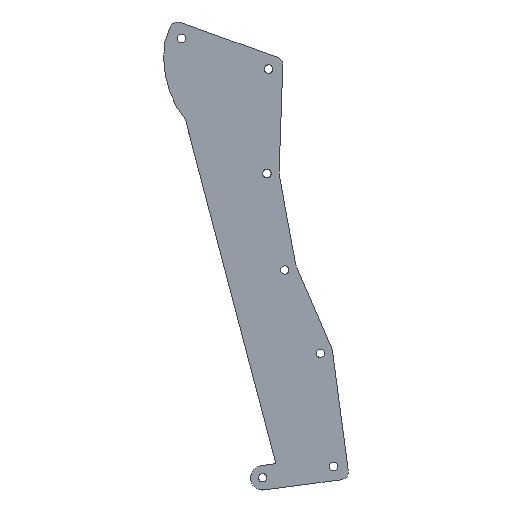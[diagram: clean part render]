
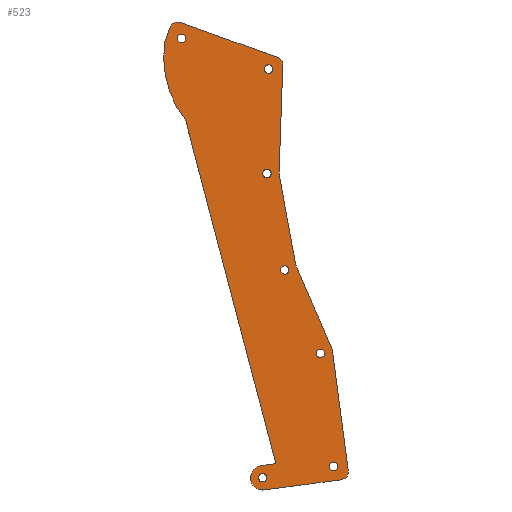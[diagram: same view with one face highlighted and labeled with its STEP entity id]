
A CAD part, top view. The second image highlights one B-rep face of the part: STEP entity #523.
In plain terms, the highlighted planar face has unit normal (0, 0, 1).
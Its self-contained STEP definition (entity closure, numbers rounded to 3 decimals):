
#15=FACE_BOUND('',#91,.T.);
#16=FACE_BOUND('',#92,.T.);
#17=FACE_BOUND('',#93,.T.);
#18=FACE_BOUND('',#94,.T.);
#19=FACE_BOUND('',#95,.T.);
#20=FACE_BOUND('',#96,.T.);
#21=FACE_BOUND('',#97,.T.);
#38=PLANE('',#599);
#64=FACE_OUTER_BOUND('',#90,.T.);
#90=EDGE_LOOP('',(#436,#437,#438,#439,#440,#441,#442,#443,#444,#445,#446,
#447,#448,#449,#450,#451,#452));
#91=EDGE_LOOP('',(#453));
#92=EDGE_LOOP('',(#454));
#93=EDGE_LOOP('',(#455));
#94=EDGE_LOOP('',(#456));
#95=EDGE_LOOP('',(#457));
#96=EDGE_LOOP('',(#458));
#97=EDGE_LOOP('',(#459));
#115=LINE('',#807,#157);
#119=LINE('',#819,#161);
#123=LINE('',#831,#165);
#127=LINE('',#843,#169);
#131=LINE('',#855,#173);
#135=LINE('',#867,#177);
#139=LINE('',#879,#181);
#143=LINE('',#891,#185);
#147=LINE('',#901,#189);
#157=VECTOR('',#656,10.);
#161=VECTOR('',#668,10.);
#165=VECTOR('',#680,10.);
#169=VECTOR('',#692,10.);
#173=VECTOR('',#704,10.);
#177=VECTOR('',#716,10.);
#181=VECTOR('',#728,10.);
#185=VECTOR('',#740,10.);
#189=VECTOR('',#752,10.);
#190=CIRCLE('',#546,1.55);
#192=CIRCLE('',#549,1.55);
#194=CIRCLE('',#552,1.55);
#196=CIRCLE('',#555,1.55);
#198=CIRCLE('',#558,1.55);
#200=CIRCLE('',#561,1.55);
#202=CIRCLE('',#564,1.55);
#205=CIRCLE('',#569,36.97);
#207=CIRCLE('',#573,3.);
#209=CIRCLE('',#577,3.);
#211=CIRCLE('',#581,7.);
#213=CIRCLE('',#585,7.);
#215=CIRCLE('',#589,3.);
#217=CIRCLE('',#593,3.);
#219=CIRCLE('',#597,4.5);
#220=VERTEX_POINT('',#759);
#222=VERTEX_POINT('',#765);
#224=VERTEX_POINT('',#771);
#226=VERTEX_POINT('',#777);
#228=VERTEX_POINT('',#783);
#230=VERTEX_POINT('',#789);
#232=VERTEX_POINT('',#795);
#236=VERTEX_POINT('',#804);
#237=VERTEX_POINT('',#806);
#239=VERTEX_POINT('',#812);
#241=VERTEX_POINT('',#818);
#243=VERTEX_POINT('',#824);
#245=VERTEX_POINT('',#830);
#247=VERTEX_POINT('',#836);
#249=VERTEX_POINT('',#842);
#251=VERTEX_POINT('',#848);
#253=VERTEX_POINT('',#854);
#255=VERTEX_POINT('',#860);
#257=VERTEX_POINT('',#866);
#259=VERTEX_POINT('',#872);
#261=VERTEX_POINT('',#878);
#263=VERTEX_POINT('',#884);
#265=VERTEX_POINT('',#890);
#267=VERTEX_POINT('',#896);
#268=EDGE_CURVE('',#220,#220,#190,.T.);
#271=EDGE_CURVE('',#222,#222,#192,.T.);
#274=EDGE_CURVE('',#224,#224,#194,.T.);
#277=EDGE_CURVE('',#226,#226,#196,.T.);
#280=EDGE_CURVE('',#228,#228,#198,.T.);
#283=EDGE_CURVE('',#230,#230,#200,.T.);
#286=EDGE_CURVE('',#232,#232,#202,.T.);
#291=EDGE_CURVE('',#237,#236,#115,.T.);
#294=EDGE_CURVE('',#239,#237,#205,.T.);
#297=EDGE_CURVE('',#241,#239,#119,.T.);
#300=EDGE_CURVE('',#243,#241,#207,.T.);
#303=EDGE_CURVE('',#245,#243,#123,.T.);
#306=EDGE_CURVE('',#247,#245,#209,.T.);
#309=EDGE_CURVE('',#249,#247,#127,.T.);
#312=EDGE_CURVE('',#251,#249,#211,.T.);
#315=EDGE_CURVE('',#253,#251,#131,.T.);
#318=EDGE_CURVE('',#255,#253,#213,.T.);
#321=EDGE_CURVE('',#257,#255,#135,.T.);
#324=EDGE_CURVE('',#259,#257,#215,.T.);
#327=EDGE_CURVE('',#261,#259,#139,.T.);
#330=EDGE_CURVE('',#263,#261,#217,.T.);
#333=EDGE_CURVE('',#265,#263,#143,.T.);
#336=EDGE_CURVE('',#267,#265,#219,.T.);
#339=EDGE_CURVE('',#236,#267,#147,.T.);
#436=ORIENTED_EDGE('',*,*,#339,.T.);
#437=ORIENTED_EDGE('',*,*,#336,.T.);
#438=ORIENTED_EDGE('',*,*,#333,.T.);
#439=ORIENTED_EDGE('',*,*,#330,.T.);
#440=ORIENTED_EDGE('',*,*,#327,.T.);
#441=ORIENTED_EDGE('',*,*,#324,.T.);
#442=ORIENTED_EDGE('',*,*,#321,.T.);
#443=ORIENTED_EDGE('',*,*,#318,.T.);
#444=ORIENTED_EDGE('',*,*,#315,.T.);
#445=ORIENTED_EDGE('',*,*,#312,.T.);
#446=ORIENTED_EDGE('',*,*,#309,.T.);
#447=ORIENTED_EDGE('',*,*,#306,.T.);
#448=ORIENTED_EDGE('',*,*,#303,.T.);
#449=ORIENTED_EDGE('',*,*,#300,.T.);
#450=ORIENTED_EDGE('',*,*,#297,.T.);
#451=ORIENTED_EDGE('',*,*,#294,.T.);
#452=ORIENTED_EDGE('',*,*,#291,.T.);
#453=ORIENTED_EDGE('',*,*,#286,.T.);
#454=ORIENTED_EDGE('',*,*,#283,.T.);
#455=ORIENTED_EDGE('',*,*,#280,.T.);
#456=ORIENTED_EDGE('',*,*,#277,.T.);
#457=ORIENTED_EDGE('',*,*,#274,.T.);
#458=ORIENTED_EDGE('',*,*,#271,.T.);
#459=ORIENTED_EDGE('',*,*,#268,.T.);
#523=ADVANCED_FACE('',(#64,#15,#16,#17,#18,#19,#20,#21),#38,.T.);
#546=AXIS2_PLACEMENT_3D('',#760,#605,#606);
#549=AXIS2_PLACEMENT_3D('',#766,#612,#613);
#552=AXIS2_PLACEMENT_3D('',#772,#619,#620);
#555=AXIS2_PLACEMENT_3D('',#778,#626,#627);
#558=AXIS2_PLACEMENT_3D('',#784,#633,#634);
#561=AXIS2_PLACEMENT_3D('',#790,#640,#641);
#564=AXIS2_PLACEMENT_3D('',#796,#647,#648);
#569=AXIS2_PLACEMENT_3D('',#813,#662,#663);
#573=AXIS2_PLACEMENT_3D('',#825,#674,#675);
#577=AXIS2_PLACEMENT_3D('',#837,#686,#687);
#581=AXIS2_PLACEMENT_3D('',#849,#698,#699);
#585=AXIS2_PLACEMENT_3D('',#861,#710,#711);
#589=AXIS2_PLACEMENT_3D('',#873,#722,#723);
#593=AXIS2_PLACEMENT_3D('',#885,#734,#735);
#597=AXIS2_PLACEMENT_3D('',#897,#746,#747);
#599=AXIS2_PLACEMENT_3D('',#902,#753,#754);
#605=DIRECTION('center_axis',(0.,0.,-1.));
#606=DIRECTION('ref_axis',(-1.,0.,0.));
#612=DIRECTION('center_axis',(0.,0.,-1.));
#613=DIRECTION('ref_axis',(-1.,0.,0.));
#619=DIRECTION('center_axis',(0.,0.,-1.));
#620=DIRECTION('ref_axis',(-1.,0.,0.));
#626=DIRECTION('center_axis',(0.,0.,-1.));
#627=DIRECTION('ref_axis',(-1.,0.,0.));
#633=DIRECTION('center_axis',(0.,0.,-1.));
#634=DIRECTION('ref_axis',(-1.,0.,0.));
#640=DIRECTION('center_axis',(0.,0.,-1.));
#641=DIRECTION('ref_axis',(-1.,0.,0.));
#647=DIRECTION('center_axis',(0.,0.,-1.));
#648=DIRECTION('ref_axis',(-1.,0.,0.));
#656=DIRECTION('',(0.254,-0.967,0.));
#662=DIRECTION('center_axis',(0.,0.,
1.));
#663=DIRECTION('ref_axis',(-0.987,0.158,0.));
#668=DIRECTION('',(-0.338,-0.941,0.));
#674=DIRECTION('center_axis',(0.,0.,1.));
#675=DIRECTION('ref_axis',(0.338,0.941,0.));
#680=DIRECTION('',(-0.941,0.338,0.));
#686=DIRECTION('center_axis',(0.,0.,1.));
#687=DIRECTION('ref_axis',(0.999,-0.035,0.));
#692=DIRECTION('',(0.035,0.999,0.));
#698=DIRECTION('center_axis',(0.,0.,-1.));
#699=DIRECTION('ref_axis',(0.999,-0.035,0.));
#704=DIRECTION('',(-0.182,0.983,0.));
#710=DIRECTION('center_axis',(0.,0.,-1.));
#711=DIRECTION('ref_axis',(0.983,0.182,0.));
#716=DIRECTION('',(-0.395,0.919,0.));
#722=DIRECTION('center_axis',(0.,0.,
1.));
#723=DIRECTION('ref_axis',(0.991,0.131,0.));
#728=DIRECTION('',(-0.131,0.991,0.));
#734=DIRECTION('center_axis',(0.,0.,1.));
#735=DIRECTION('ref_axis',(0.131,-0.991,0.));
#740=DIRECTION('',(0.991,0.131,0.));
#746=DIRECTION('center_axis',(0.,0.,
1.));
#747=DIRECTION('ref_axis',(-0.131,0.991,0.));
#752=DIRECTION('',(-0.991,-0.131,0.));
#753=DIRECTION('center_axis',(0.,0.,1.));
#754=DIRECTION('ref_axis',(1.,0.,0.));
#759=CARTESIAN_POINT('',(11.473,30.352,1.));
#760=CARTESIAN_POINT('Origin',(9.923,30.352,1.));
#765=CARTESIAN_POINT('',(9.915,-81.58,1.));
#766=CARTESIAN_POINT('Origin',(8.365,-81.58,1.));
#771=CARTESIAN_POINT('',(35.915,-77.412,1.));
#772=CARTESIAN_POINT('Origin',(34.365,-77.412,1.));
#777=CARTESIAN_POINT('',(-19.918,80.037,1.));
#778=CARTESIAN_POINT('Origin',(-21.468,80.037,1.));
#783=CARTESIAN_POINT('',(18.04,-5.154,1.));
#784=CARTESIAN_POINT('Origin',(16.49,-5.154,1.));
#789=CARTESIAN_POINT('',(12.085,68.747,1.));
#790=CARTESIAN_POINT('Origin',(10.535,68.747,1.));
#795=CARTESIAN_POINT('',(31.136,-35.799,1.));
#796=CARTESIAN_POINT('Origin',(29.586,-35.799,1.));
#804=CARTESIAN_POINT('',(13.208,-76.402,1.));
#806=CARTESIAN_POINT('',(-20.011,50.042,1.));
#807=CARTESIAN_POINT('',(-20.011,50.042,1.));
#812=CARTESIAN_POINT('',(-27.593,78.901,1.));
#813=CARTESIAN_POINT('Origin',(8.914,73.066,1.));
#818=CARTESIAN_POINT('',(-25.725,84.096,1.));
#819=CARTESIAN_POINT('',(-25.725,84.096,1.));
#824=CARTESIAN_POINT('',(-21.886,85.903,1.));
#825=CARTESIAN_POINT('Origin',(-22.902,83.08,1.));
#830=CARTESIAN_POINT('',(13.775,73.078,1.));
#831=CARTESIAN_POINT('',(13.775,73.078,1.));
#836=CARTESIAN_POINT('',(15.758,70.152,1.));
#837=CARTESIAN_POINT('Origin',(12.76,70.255,1.));
#842=CARTESIAN_POINT('',(14.405,30.956,1.));
#843=CARTESIAN_POINT('',(14.405,30.956,1.));
#848=CARTESIAN_POINT('',(14.517,29.443,1.));
#849=CARTESIAN_POINT('Origin',(21.401,30.715,1.));
#854=CARTESIAN_POINT('',(20.44,-2.617,1.));
#855=CARTESIAN_POINT('',(20.44,-2.617,1.));
#860=CARTESIAN_POINT('',(20.892,-4.11,1.));
#861=CARTESIAN_POINT('Origin',(27.323,-1.346,1.));
#866=CARTESIAN_POINT('',(33.829,-34.205,1.));
#867=CARTESIAN_POINT('',(33.829,-34.205,1.));
#872=CARTESIAN_POINT('',(34.047,-34.997,1.));
#873=CARTESIAN_POINT('Origin',(31.073,-35.389,1.));
#878=CARTESIAN_POINT('',(39.844,-78.941,1.));
#879=CARTESIAN_POINT('',(39.844,-78.941,1.));
#884=CARTESIAN_POINT('',(37.262,-82.307,1.));
#885=CARTESIAN_POINT('Origin',(36.87,-79.333,1.));
#890=CARTESIAN_POINT('',(8.953,-86.042,1.));
#891=CARTESIAN_POINT('',(8.953,-86.042,1.));
#896=CARTESIAN_POINT('',(7.776,-77.119,1.));
#897=CARTESIAN_POINT('Origin',(8.365,-81.58,1.));
#901=CARTESIAN_POINT('',(28.154,-74.431,1.));
#902=CARTESIAN_POINT('Origin',(5.907,0.,1.));
